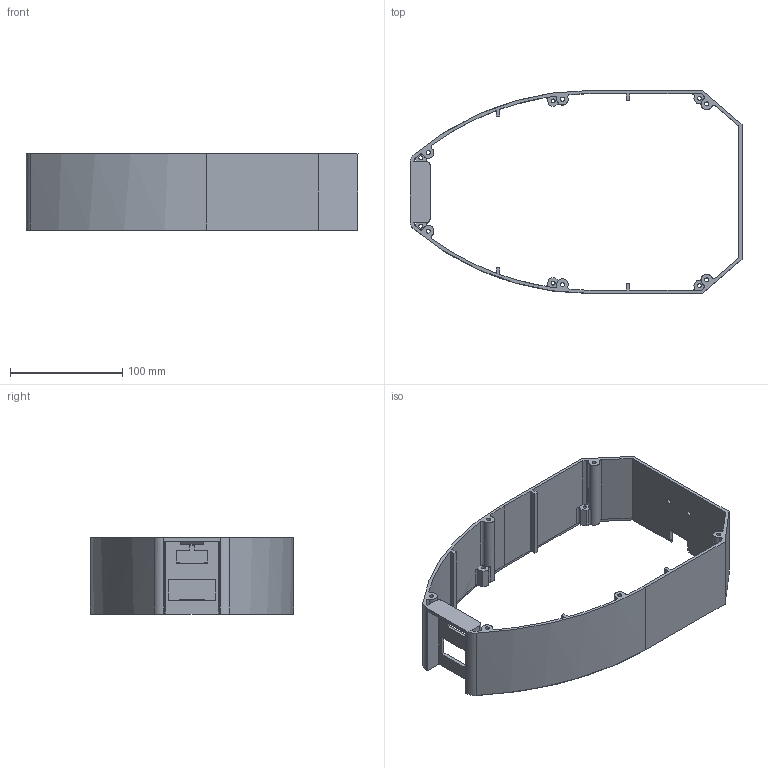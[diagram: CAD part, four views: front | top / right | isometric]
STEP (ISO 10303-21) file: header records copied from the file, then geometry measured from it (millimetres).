
FILE_DESCRIPTION (( 'STEP AP203' ), '1' );
FILE_NAME ('Cover_Frame_Default_sldprt.STEP', '2023-08-01T11:30:42', ( '' ), ( '' ), 'SwSTEP 2.0', 'SolidWorks 2022', '' );
FILE_SCHEMA (( 'CONFIG_CONTROL_DESIGN' ));
Length unit declared in the file: millimetre
Products named in the file (1): Cover_Frame_Default_sldprt
Bounding box: 296 x 181 x 68.2 mm (x, y, z)
Volume: 194604.2 mm3; surface area: 136389.7 mm2
Topology: 1 solids, 2 shells, 258 faces, 731 edges, 486 vertices
Faces by surface type: plane 136, cylinder 110, bspline 12
Entity records: 8838 total; most frequent: CARTESIAN_POINT 1844, ORIENTED_EDGE 1462, DIRECTION 1421, EDGE_CURVE 731, LINE 487, VECTOR 487, VERTEX_POINT 486, AXIS2_PLACEMENT_3D 467
